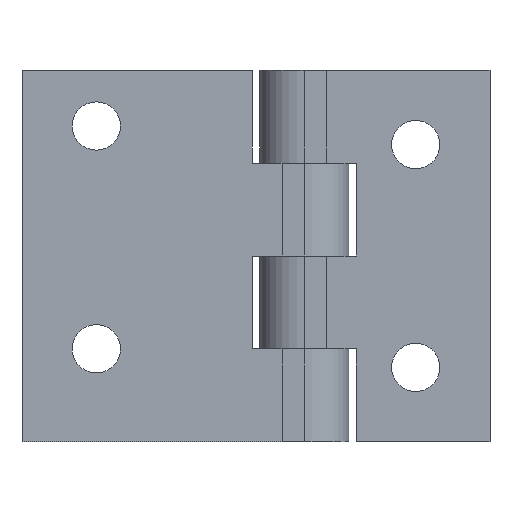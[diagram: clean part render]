
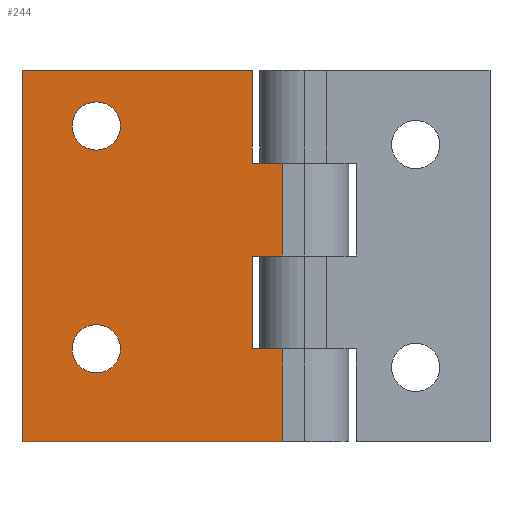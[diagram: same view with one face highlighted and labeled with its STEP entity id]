
A CAD part, front view. The second image highlights one B-rep face of the part: STEP entity #244.
In plain terms, the highlighted planar face has unit normal (0, -1, 0).
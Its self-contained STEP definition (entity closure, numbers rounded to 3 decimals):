
#244 = ADVANCED_FACE( '', ( #488, #489, #490 ), #491, .F. );
#488 = FACE_BOUND( '', #746, .T. );
#489 = FACE_BOUND( '', #747, .T. );
#490 = FACE_OUTER_BOUND( '', #748, .T. );
#491 = PLANE( '', #749 );
#746 = EDGE_LOOP( '', ( #1231 ) );
#747 = EDGE_LOOP( '', ( #1232 ) );
#748 = EDGE_LOOP( '', ( #1233, #1234, #1235, #1236, #1237, #1238, #1239, #1240, #1241, #1242 ) );
#749 = AXIS2_PLACEMENT_3D( '', #1243, #1244, #1245 );
#1231 = ORIENTED_EDGE( '', *, *, #1670, .F. );
#1232 = ORIENTED_EDGE( '', *, *, #1532, .F. );
#1233 = ORIENTED_EDGE( '', *, *, #1671, .F. );
#1234 = ORIENTED_EDGE( '', *, *, #1621, .F. );
#1235 = ORIENTED_EDGE( '', *, *, #1505, .F. );
#1236 = ORIENTED_EDGE( '', *, *, #1672, .F. );
#1237 = ORIENTED_EDGE( '', *, *, #1655, .F. );
#1238 = ORIENTED_EDGE( '', *, *, #1563, .F. );
#1239 = ORIENTED_EDGE( '', *, *, #1526, .F. );
#1240 = ORIENTED_EDGE( '', *, *, #1673, .T. );
#1241 = ORIENTED_EDGE( '', *, *, #1492, .T. );
#1242 = ORIENTED_EDGE( '', *, *, #1632, .F. );
#1243 = CARTESIAN_POINT( '', ( -38., -6.5, 25. ) );
#1244 = DIRECTION( '', ( 0., 1., 0. ) );
#1245 = DIRECTION( '', ( 0., 0., 1. ) );
#1492 = EDGE_CURVE( '', #1753, #1751, #1754, .T. );
#1505 = EDGE_CURVE( '', #1774, #1775, #1776, .T. );
#1526 = EDGE_CURVE( '', #1812, #1813, #1814, .T. );
#1532 = EDGE_CURVE( '', #1823, #1823, #1824, .T. );
#1563 = EDGE_CURVE( '', #1813, #1871, #1872, .T. );
#1621 = EDGE_CURVE( '', #1775, #1963, #1964, .T. );
#1632 = EDGE_CURVE( '', #1977, #1751, #1980, .T. );
#1655 = EDGE_CURVE( '', #1871, #2011, #2012, .T. );
#1670 = EDGE_CURVE( '', #2031, #2031, #2032, .T. );
#1671 = EDGE_CURVE( '', #1963, #1977, #2033, .T. );
#1672 = EDGE_CURVE( '', #2011, #1774, #2034, .T. );
#1673 = EDGE_CURVE( '', #1812, #1753, #2035, .T. );
#1751 = VERTEX_POINT( '', #2132 );
#1753 = VERTEX_POINT( '', #2135 );
#1754 = LINE( '', #2136, #2137 );
#1774 = VERTEX_POINT( '', #2165 );
#1775 = VERTEX_POINT( '', #2166 );
#1776 = LINE( '', #2167, #2168 );
#1812 = VERTEX_POINT( '', #2218 );
#1813 = VERTEX_POINT( '', #2219 );
#1814 = LINE( '', #2220, #2221 );
#1823 = VERTEX_POINT( '', #2234 );
#1824 = CIRCLE( '', #2235, 3.25 );
#1871 = VERTEX_POINT( '', #2299 );
#1872 = LINE( '', #2300, #2301 );
#1963 = VERTEX_POINT( '', #2430 );
#1964 = LINE( '', #2431, #2432 );
#1977 = VERTEX_POINT( '', #2450 );
#1980 = LINE( '', #2454, #2455 );
#2011 = VERTEX_POINT( '', #2499 );
#2012 = LINE( '', #2500, #2501 );
#2031 = VERTEX_POINT( '', #2525 );
#2032 = CIRCLE( '', #2526, 3.25 );
#2033 = LINE( '', #2527, #2528 );
#2034 = LINE( '', #2529, #2530 );
#2035 = LINE( '', #2531, #2532 );
#2132 = CARTESIAN_POINT( '', ( -3., -6.5, -25. ) );
#2135 = CARTESIAN_POINT( '', ( -38., -6.5, -25. ) );
#2136 = CARTESIAN_POINT( '', ( -38., -6.5, -25. ) );
#2137 = VECTOR( '', #2619, 1000. );
#2165 = CARTESIAN_POINT( '', ( -3., -6.5, 0. ) );
#2166 = CARTESIAN_POINT( '', ( -7., -6.5, 0. ) );
#2167 = CARTESIAN_POINT( '', ( -38., -6.5, 0. ) );
#2168 = VECTOR( '', #2631, 1000. );
#2218 = CARTESIAN_POINT( '', ( -38., -6.5, 25. ) );
#2219 = CARTESIAN_POINT( '', ( -7., -6.5, 25. ) );
#2220 = CARTESIAN_POINT( '', ( -38., -6.5, 25. ) );
#2221 = VECTOR( '', #2655, 1000. );
#2234 = CARTESIAN_POINT( '', ( -28., -6.5, 14.25 ) );
#2235 = AXIS2_PLACEMENT_3D( '', #2660, #2661, #2662 );
#2299 = CARTESIAN_POINT( '', ( -7., -6.5, 12.5 ) );
#2300 = CARTESIAN_POINT( '', ( -7., -6.5, 25. ) );
#2301 = VECTOR( '', #2692, 1000. );
#2430 = CARTESIAN_POINT( '', ( -7., -6.5, -12.5 ) );
#2431 = CARTESIAN_POINT( '', ( -7., -6.5, 25. ) );
#2432 = VECTOR( '', #2746, 1000. );
#2450 = CARTESIAN_POINT( '', ( -3., -6.5, -12.5 ) );
#2454 = CARTESIAN_POINT( '', ( -3., -6.5, 25. ) );
#2455 = VECTOR( '', #2759, 1000. );
#2499 = CARTESIAN_POINT( '', ( -3., -6.5, 12.5 ) );
#2500 = CARTESIAN_POINT( '', ( -38., -6.5, 12.5 ) );
#2501 = VECTOR( '', #2782, 1000. );
#2525 = CARTESIAN_POINT( '', ( -28., -6.5, -15.75 ) );
#2526 = AXIS2_PLACEMENT_3D( '', #2800, #2801, #2802 );
#2527 = CARTESIAN_POINT( '', ( -38., -6.5, -12.5 ) );
#2528 = VECTOR( '', #2803, 1000. );
#2529 = CARTESIAN_POINT( '', ( -3., -6.5, 25. ) );
#2530 = VECTOR( '', #2804, 1000. );
#2531 = CARTESIAN_POINT( '', ( -38., -6.5, 25. ) );
#2532 = VECTOR( '', #2805, 1000. );
#2619 = DIRECTION( '', ( 1., 0., 0. ) );
#2631 = DIRECTION( '', ( -1., 0., 0. ) );
#2655 = DIRECTION( '', ( 1., 0., 0. ) );
#2660 = CARTESIAN_POINT( '', ( -28., -6.5, 17.5 ) );
#2661 = DIRECTION( '', ( 0., -1., 0. ) );
#2662 = DIRECTION( '', ( 0., 0., -1. ) );
#2692 = DIRECTION( '', ( 0., 0., -1. ) );
#2746 = DIRECTION( '', ( 0., 0., -1. ) );
#2759 = DIRECTION( '', ( 0., 0., -1. ) );
#2782 = DIRECTION( '', ( 1., 0., 0. ) );
#2800 = CARTESIAN_POINT( '', ( -28., -6.5, -12.5 ) );
#2801 = DIRECTION( '', ( 0., -1., 0. ) );
#2802 = DIRECTION( '', ( 0., 0., -1. ) );
#2803 = DIRECTION( '', ( 1., 0., 0. ) );
#2804 = DIRECTION( '', ( 0., 0., -1. ) );
#2805 = DIRECTION( '', ( 0., 0., -1. ) );
